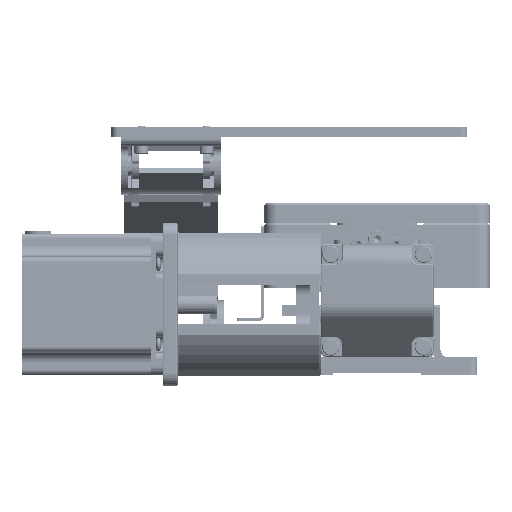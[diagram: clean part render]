
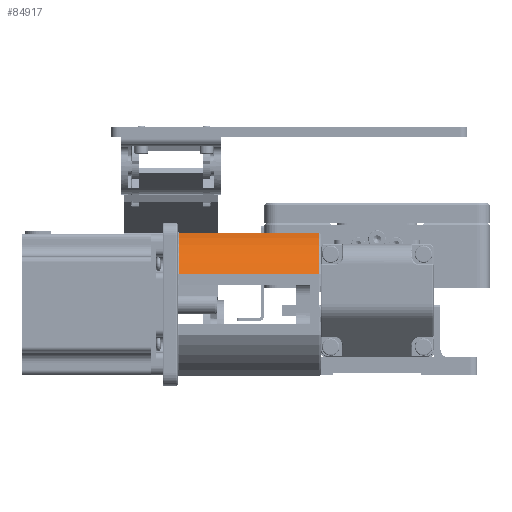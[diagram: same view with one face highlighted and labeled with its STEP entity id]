
A CAD part, front view. The second image highlights one B-rep face of the part: STEP entity #84917.
In plain terms, the highlighted cylindrical face has radius 31 mm (diameter 62 mm), a partial arc.
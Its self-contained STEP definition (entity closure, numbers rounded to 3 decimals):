
#589 = VECTOR ( 'NONE', #40508, 1000. ) ;
#1015 = FACE_OUTER_BOUND ( 'NONE', #36459, .T. ) ;
#1908 = CARTESIAN_POINT ( 'NONE',  ( -17.343, -769.5, -6.12 ) ) ;
#2796 = VERTEX_POINT ( 'NONE', #30790 ) ;
#3097 = DIRECTION ( 'NONE',  ( 0., -1., 0. ) ) ;
#7430 = CARTESIAN_POINT ( 'NONE',  ( -17.343, -798., -18.316 ) ) ;
#9583 = EDGE_CURVE ( 'NONE', #2796, #22006, #87420, .T. ) ;
#9960 = AXIS2_PLACEMENT_3D ( 'NONE', #44170, #79235, #3097 ) ;
#22006 = VERTEX_POINT ( 'NONE', #23020 ) ;
#23020 = CARTESIAN_POINT ( 'NONE',  ( -17.843, -781.696, -34.62 ) ) ;
#24770 = ORIENTED_EDGE ( 'NONE', *, *, #84371, .T. ) ;
#25029 = CARTESIAN_POINT ( 'NONE',  ( -76.643, -781.696, -34.62 ) ) ;
#30790 = CARTESIAN_POINT ( 'NONE',  ( -73.843, -781.696, -34.62 ) ) ;
#36182 = CIRCLE ( 'NONE', #9960, 31. ) ;
#36459 = EDGE_LOOP ( 'NONE', ( #79793, #24770, #68969, #51092 ) ) ;
#40508 = DIRECTION ( 'NONE',  ( 1., 0., 0. ) ) ;
#42532 = LINE ( 'NONE', #7430, #73392 ) ;
#43680 = VERTEX_POINT ( 'NONE', #76189 ) ;
#44170 = CARTESIAN_POINT ( 'NONE',  ( -73.843, -769.5, -6.12 ) ) ;
#48004 = DIRECTION ( 'NONE',  ( -1., 0., 0. ) ) ;
#50732 = DIRECTION ( 'NONE',  ( 0., -1., 0. ) ) ;
#51092 = ORIENTED_EDGE ( 'NONE', *, *, #73715, .T. ) ;
#51446 = CIRCLE ( 'NONE', #82006, 31. ) ;
#57277 = EDGE_CURVE ( 'NONE', #43680, #82244, #42532, .T. ) ;
#57560 = DIRECTION ( 'NONE',  ( -1., 0., 0. ) ) ;
#63942 = AXIS2_PLACEMENT_3D ( 'NONE', #1908, #57560, #50732 ) ;
#65821 = DIRECTION ( 'NONE',  ( -1., 0., 0. ) ) ;
#68969 = ORIENTED_EDGE ( 'NONE', *, *, #9583, .T. ) ;
#70790 = CARTESIAN_POINT ( 'NONE',  ( -73.843, -798., -18.316 ) ) ;
#71249 = CYLINDRICAL_SURFACE ( 'NONE', #63942, 31. ) ;
#71307 = CARTESIAN_POINT ( 'NONE',  ( -17.843, -769.5, -6.12 ) ) ;
#71757 = DIRECTION ( 'NONE',  ( 0., -1., 0. ) ) ;
#73392 = VECTOR ( 'NONE', #48004, 1000. ) ;
#73715 = EDGE_CURVE ( 'NONE', #22006, #43680, #51446, .T. ) ;
#76189 = CARTESIAN_POINT ( 'NONE',  ( -17.843, -798., -18.316 ) ) ;
#79235 = DIRECTION ( 'NONE',  ( 1., 0., 0. ) ) ;
#79793 = ORIENTED_EDGE ( 'NONE', *, *, #57277, .T. ) ;
#82006 = AXIS2_PLACEMENT_3D ( 'NONE', #71307, #65821, #71757 ) ;
#82244 = VERTEX_POINT ( 'NONE', #70790 ) ;
#84371 = EDGE_CURVE ( 'NONE', #82244, #2796, #36182, .T. ) ;
#84917 = ADVANCED_FACE ( 'NONE', ( #1015 ), #71249, .T. ) ;
#87420 = LINE ( 'NONE', #25029, #589 ) ;
